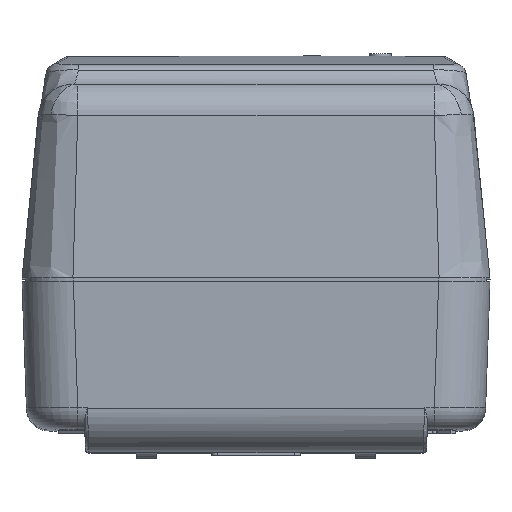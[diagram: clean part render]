
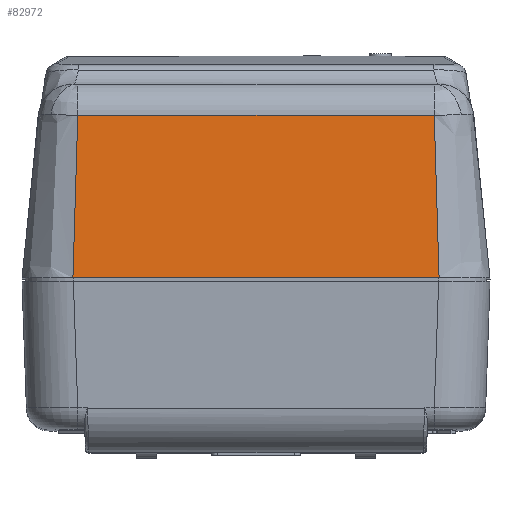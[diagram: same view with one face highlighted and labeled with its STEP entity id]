
A CAD part, top view. The second image highlights one B-rep face of the part: STEP entity #82972.
In plain terms, the highlighted planar face has unit normal (0, 0.062, 0.998).
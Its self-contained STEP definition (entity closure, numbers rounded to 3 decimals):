
#78847=CARTESIAN_POINT('',(-16.038,0.,
37.004));
#78848=CARTESIAN_POINT('',(-15.984,1.582,
36.905));
#78849=CARTESIAN_POINT('',(-15.882,4.745,
36.707));
#78850=CARTESIAN_POINT('',(-15.739,9.49,
36.411));
#78851=CARTESIAN_POINT('',(-15.657,12.654,
36.213));
#78852=CARTESIAN_POINT('',(-15.614,14.236,
36.114));
#79168=DIRECTION('',(1.,0.,0.));
#79169=VECTOR('',#79168,32.076);
#79170=CARTESIAN_POINT('',(-16.038,0.,
37.004));
#79171=LINE('',#79170,#79169);
#81250=CARTESIAN_POINT('',(16.038,0.,
37.004));
#81251=CARTESIAN_POINT('',(15.98,1.704,36.897));
#81252=CARTESIAN_POINT('',(15.873,5.031,36.689));
#81253=CARTESIAN_POINT('',(15.731,9.777,36.393));
#81254=CARTESIAN_POINT('',(15.654,12.777,36.205));
#81255=CARTESIAN_POINT('',(15.614,14.236,36.114));
#81274=DIRECTION('',(-1.,0.,0.));
#81275=VECTOR('',#81274,31.229);
#81276=CARTESIAN_POINT('',(15.614,14.236,36.114));
#81277=LINE('',#81276,#81275);
#82356=VERTEX_POINT('',#78847);
#82357=VERTEX_POINT('',#78852);
#82358=CARTESIAN_POINT('',(15.614,14.236,36.114));
#82359=VERTEX_POINT('',#82358);
#82360=VERTEX_POINT('',#81250);
#82957=CARTESIAN_POINT('',(0.,7.118,
36.559));
#82958=DIRECTION('',(0.,0.062,0.998));
#82959=DIRECTION('',(1.,0.,0.));
#82960=AXIS2_PLACEMENT_3D('',#82957,#82958,#82959);
#82961=PLANE('',#82960);
#82963=ORIENTED_EDGE('',*,*,#82962,.T.);
#82965=ORIENTED_EDGE('',*,*,#82964,.F.);
#82967=ORIENTED_EDGE('',*,*,#82966,.F.);
#82969=ORIENTED_EDGE('',*,*,#82968,.F.);
#82970=EDGE_LOOP('',(#82963,#82965,#82967,#82969));
#82971=FACE_OUTER_BOUND('',#82970,.F.);
#82972=ADVANCED_FACE('',(#82971),#82961,.T.);
#78853=B_SPLINE_CURVE_WITH_KNOTS('',3,(#78847,#78848,#78849,#78850,#78851,
#78852),.UNSPECIFIED.,.F.,.F.,(4,1,1,4),(0.,0.333,
0.667,1.),.UNSPECIFIED.);
#81256=B_SPLINE_CURVE_WITH_KNOTS('',3,(#81250,#81251,#81252,#81253,#81254,
#81255),.UNSPECIFIED.,.F.,.F.,(4,1,1,4),(0.,0.333,
0.667,1.),.UNSPECIFIED.);
#82962=EDGE_CURVE('',#82356,#82357,#78853,.T.);
#82964=EDGE_CURVE('',#82359,#82357,#81277,.T.);
#82966=EDGE_CURVE('',#82360,#82359,#81256,.T.);
#82968=EDGE_CURVE('',#82356,#82360,#79171,.T.);
